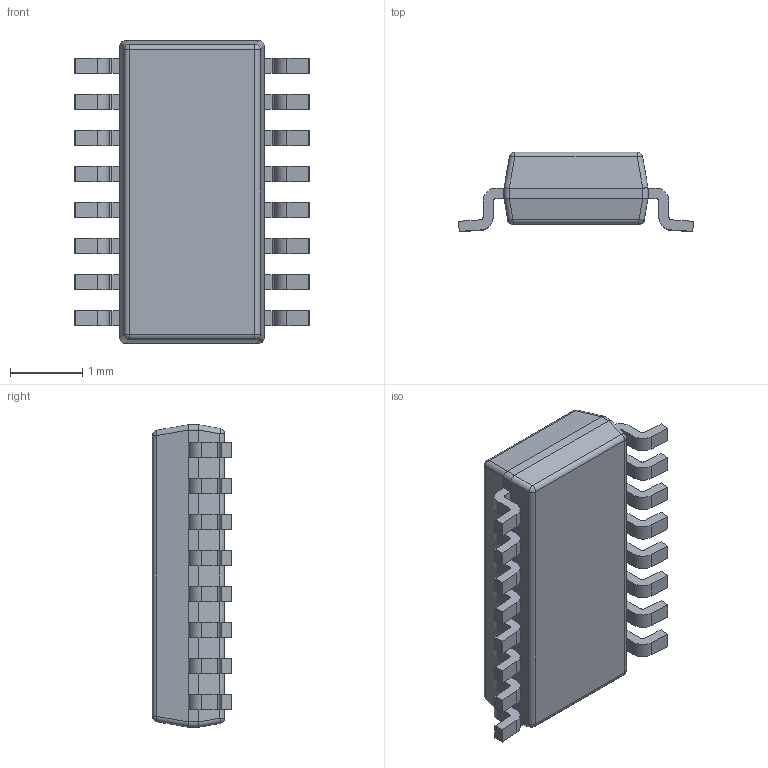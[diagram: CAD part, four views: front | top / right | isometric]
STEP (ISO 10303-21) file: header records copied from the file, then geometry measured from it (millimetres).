
FILE_DESCRIPTION (( 'STEP AP214' ), '1' );
FILE_NAME ('TMUX1309QDYYRQ1.STEP', '2023-08-10T23:48:51', ( '' ), ( '' ), 'SwSTEP 2.0', 'SolidWorks 2021', '' );
FILE_SCHEMA (( 'AUTOMOTIVE_DESIGN' ));
Length unit declared in the file: millimetre
Products named in the file (1): TMUX1309QDYYRQ1
Bounding box: 3.26 x 1.1 x 4.2 mm (x, y, z)
Volume: 8.4 mm3; surface area: 38.7 mm2
Topology: 18 solids, 18 shells, 273 faces, 684 edges, 448 vertices
Faces by surface type: plane 177, cylinder 88, sphere 8
Entity records: 8293 total; most frequent: CARTESIAN_POINT 1478, ORIENTED_EDGE 1368, DIRECTION 1368, EDGE_CURVE 684, VECTOR 500, LINE 500, VERTEX_POINT 448, AXIS2_PLACEMENT_3D 434
